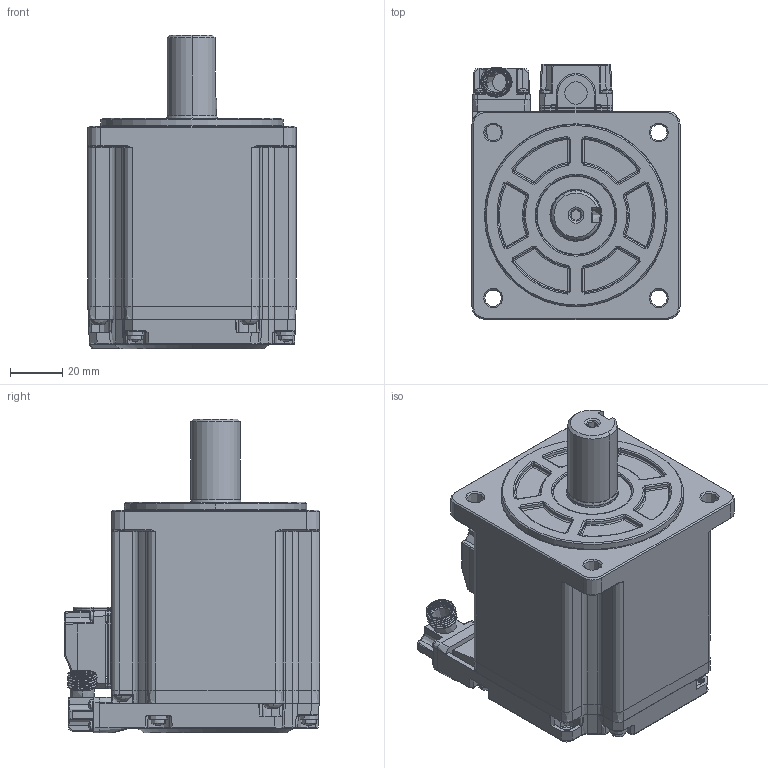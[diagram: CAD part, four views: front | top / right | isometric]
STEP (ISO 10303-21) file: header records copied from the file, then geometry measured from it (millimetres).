
FILE_DESCRIPTION (( 'STEP AP203' ), '1' );
FILE_NAME ('MF5H-80CM30B2-507.STEP', '2023-06-16T01:26:51', ( '' ), ( '' ), 'SwSTEP 2.0', 'SolidWorks 2022', '' );
FILE_SCHEMA (( 'CONFIG_CONTROL_DESIGN' ));
Length unit declared in the file: millimetre
Products named in the file (1): MF5H-80CM30B2-507
Bounding box: 80 x 98.1 x 120.7 mm (x, y, z)
Surface area: 52223.4 mm2 (no closed solid volume)
Topology: 0 solids, 32 shells, 1181 faces, 3540 edges, 2299 vertices
Faces by surface type: plane 416, cylinder 359, bspline 170, cone 100, torus 78, sphere 58
Entity records: 47406 total; most frequent: CARTESIAN_POINT 17562, ORIENTED_EDGE 6138, DIRECTION 5920, EDGE_CURVE 3518, VERTEX_POINT 2299, AXIS2_PLACEMENT_3D 2264, VECTOR 1392, LINE 1392
